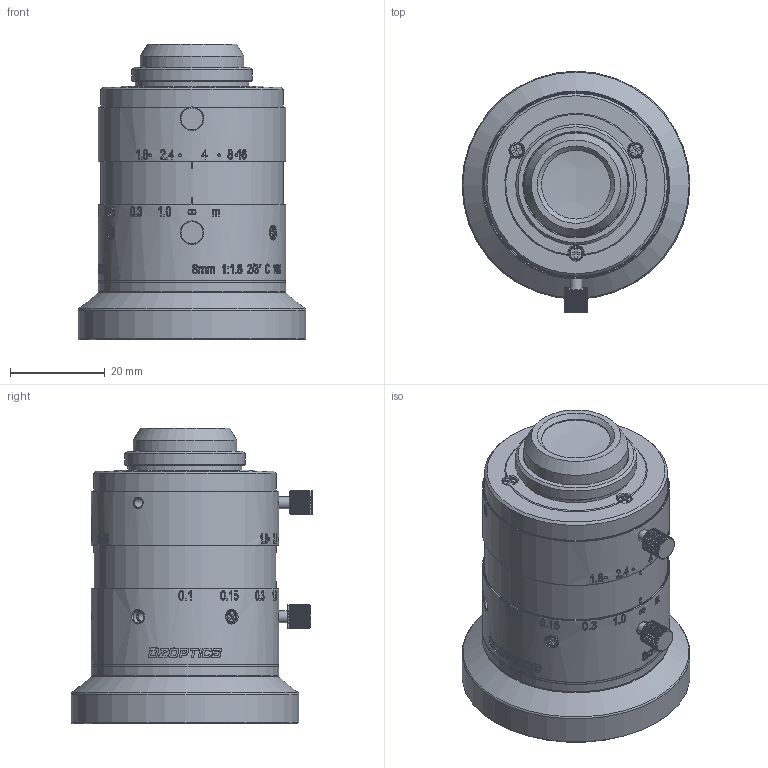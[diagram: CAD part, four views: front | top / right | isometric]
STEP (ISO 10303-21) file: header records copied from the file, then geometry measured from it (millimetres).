
FILE_DESCRIPTION(/* description */ (''),/* implementation_level */ '2;1');
FILE_NAME(/* name */ '__23FA0818_all.stp',/* time_stamp */ '2022-03-21T09:03:08+08:00',/* author */ (''),/* organization */ (''),/* preprocessor_version */ 'ST-DEVELOPER v16',/* originating_system */ 'SIEMENS PLM Software NX 10.0',/* authorisation */ '');
FILE_SCHEMA (('AUTOMOTIVE_DESIGN { 1 0 10303 214 3 1 1 1 }'));
Length unit declared in the file: millimetre
Products named in the file (1): Admi5354DE272lir
Bounding box: 48 x 50.97 x 62.25 mm (x, y, z)
Volume: 28370 mm3; surface area: 32874.8 mm2
Topology: 18 solids, 18 shells, 1614 faces, 4135 edges, 2728 vertices
Faces by surface type: plane 727, extrusion 446, cylinder 250, cone 104, bspline 58, torus 19, sphere 10
Full cylindrical faces by diameter (mm): 0.6 x7, 1.1 x3, 1.3 x3, 1.4 x3, 1.5 x6, 1.7 x3, 1.8 x3, 2 x6, 2.5 x5, 2.7 x9, 2.9 x3, 3.2 x3, 4.9 x3, 14.5 x1, 16 x1, 16.6 x1, 18 x2, 18.4 x1, 19 x1, 19.2 x1, 21.8 x1, 22 x1, 24 x1, 24.6 x1, 24.7 x1, 25.4 x1, 27.6 x1, 28 x1, 31.4 x1, 32 x1
Entity records: 68610 total; most frequent: CARTESIAN_POINT 32311, ORIENTED_EDGE 7602, DIRECTION 5505, EDGE_CURVE 3801, VERTEX_POINT 2648, B_SPLINE_CURVE_WITH_KNOTS 2160, EDGE_LOOP 2101, AXIS2_PLACEMENT_3D 1864
